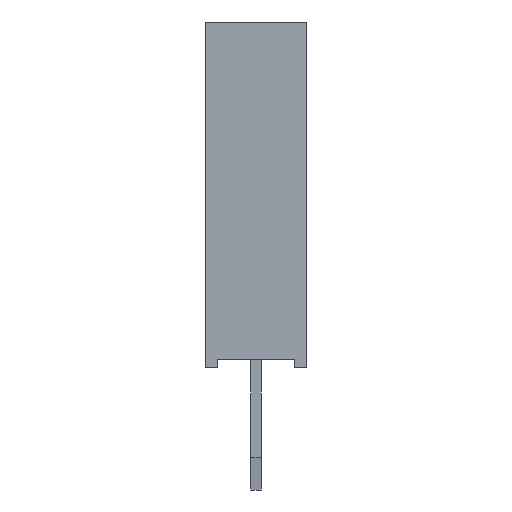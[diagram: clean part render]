
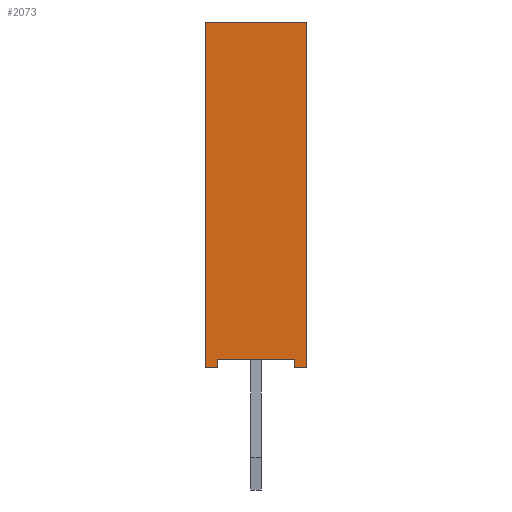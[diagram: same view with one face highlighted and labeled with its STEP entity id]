
A CAD part, left-side view. The second image highlights one B-rep face of the part: STEP entity #2073.
In plain terms, the highlighted planar face has unit normal (-1, 0, 0).
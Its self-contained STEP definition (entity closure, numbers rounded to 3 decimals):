
#151=FACE_OUTER_BOUND('',#261,.T.);
#261=EDGE_LOOP('',(#1408,#1409,#1410,#1411,#1412,#1413,#1414,#1415));
#393=LINE('',#2990,#650);
#394=LINE('',#2992,#651);
#395=LINE('',#2994,#652);
#396=LINE('',#2996,#653);
#397=LINE('',#2998,#654);
#398=LINE('',#3000,#655);
#399=LINE('',#3002,#656);
#400=LINE('',#3003,#657);
#650=VECTOR('',#2396,10.);
#651=VECTOR('',#2397,10.);
#652=VECTOR('',#2398,10.);
#653=VECTOR('',#2399,10.);
#654=VECTOR('',#2400,10.);
#655=VECTOR('',#2401,10.);
#656=VECTOR('',#2402,10.);
#657=VECTOR('',#2403,10.);
#902=VERTEX_POINT('',#2988);
#903=VERTEX_POINT('',#2989);
#904=VERTEX_POINT('',#2991);
#905=VERTEX_POINT('',#2993);
#906=VERTEX_POINT('',#2995);
#907=VERTEX_POINT('',#2997);
#908=VERTEX_POINT('',#2999);
#909=VERTEX_POINT('',#3001);
#1099=EDGE_CURVE('',#902,#903,#393,.T.);
#1100=EDGE_CURVE('',#904,#902,#394,.T.);
#1101=EDGE_CURVE('',#905,#904,#395,.T.);
#1102=EDGE_CURVE('',#906,#905,#396,.T.);
#1103=EDGE_CURVE('',#907,#906,#397,.T.);
#1104=EDGE_CURVE('',#908,#907,#398,.T.);
#1105=EDGE_CURVE('',#909,#908,#399,.T.);
#1106=EDGE_CURVE('',#903,#909,#400,.T.);
#1408=ORIENTED_EDGE('',*,*,#1099,.F.);
#1409=ORIENTED_EDGE('',*,*,#1100,.F.);
#1410=ORIENTED_EDGE('',*,*,#1101,.F.);
#1411=ORIENTED_EDGE('',*,*,#1102,.F.);
#1412=ORIENTED_EDGE('',*,*,#1103,.F.);
#1413=ORIENTED_EDGE('',*,*,#1104,.F.);
#1414=ORIENTED_EDGE('',*,*,#1105,.F.);
#1415=ORIENTED_EDGE('',*,*,#1106,.F.);
#1985=PLANE('',#2198);
#2073=ADVANCED_FACE('',(#151),#1985,.F.);
#2198=AXIS2_PLACEMENT_3D('',#2987,#2394,#2395);
#2394=DIRECTION('center_axis',(1.,0.,0.));
#2395=DIRECTION('ref_axis',(0.,0.,-1.));
#2396=DIRECTION('',(0.,0.,-1.));
#2397=DIRECTION('',(0.,-1.,0.));
#2398=DIRECTION('',(0.,0.,-1.));
#2399=DIRECTION('',(0.,1.,0.));
#2400=DIRECTION('',(0.,0.,-1.));
#2401=DIRECTION('',(0.,-1.,0.));
#2402=DIRECTION('',(0.,0.,1.));
#2403=DIRECTION('',(0.,1.,0.));
#2987=CARTESIAN_POINT('Origin',(-1.47,-5.901,-0.016));
#2988=CARTESIAN_POINT('',(-1.47,-8.5,-0.95));
#2989=CARTESIAN_POINT('',(-1.47,-8.5,-1.25));
#2990=CARTESIAN_POINT('',(-1.47,-8.5,-0.008));
#2991=CARTESIAN_POINT('',(-1.47,-8.3,-0.95));
#2992=CARTESIAN_POINT('',(-1.47,-7.2,-0.95));
#2993=CARTESIAN_POINT('',(-1.47,-8.3,0.95));
#2994=CARTESIAN_POINT('',(-1.47,-8.3,-0.483));
#2995=CARTESIAN_POINT('',(-1.47,-8.5,0.95));
#2996=CARTESIAN_POINT('',(-1.47,-7.1,0.95));
#2997=CARTESIAN_POINT('',(-1.47,-8.5,1.25));
#2998=CARTESIAN_POINT('',(-1.47,-8.5,-0.008));
#2999=CARTESIAN_POINT('',(-1.47,0.,1.25));
#3000=CARTESIAN_POINT('',(-1.47,-2.95,1.25));
#3001=CARTESIAN_POINT('',(-1.47,0.,-1.25));
#3002=CARTESIAN_POINT('',(-1.47,0.,-0.008));
#3003=CARTESIAN_POINT('',(-1.47,-2.95,-1.25));
